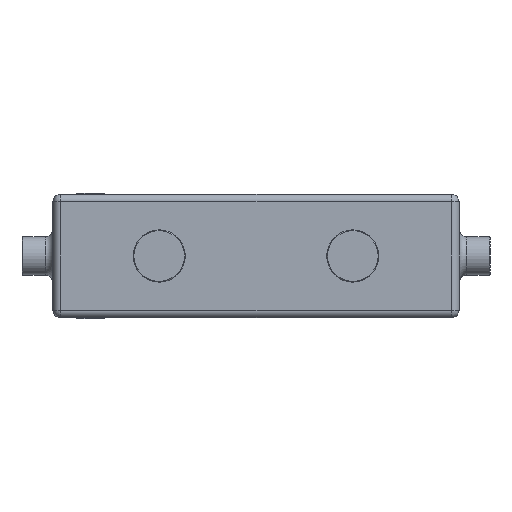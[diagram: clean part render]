
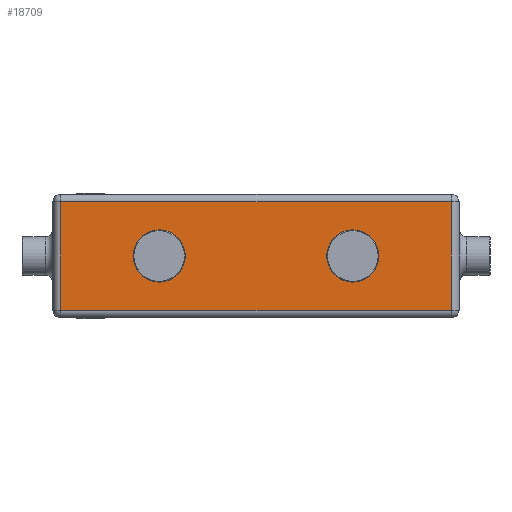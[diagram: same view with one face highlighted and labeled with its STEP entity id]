
A CAD part, left-side view. The second image highlights one B-rep face of the part: STEP entity #18709.
In plain terms, the highlighted planar face has unit normal (-1, 0, 0).
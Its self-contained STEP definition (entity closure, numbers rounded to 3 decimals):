
#518 = VERTEX_POINT ( 'NONE', #19954 ) ;
#549 = LINE ( 'NONE', #9819, #2775 ) ;
#1139 = ORIENTED_EDGE ( 'NONE', *, *, #19373, .F. ) ;
#1510 = ORIENTED_EDGE ( 'NONE', *, *, #3833, .F. ) ;
#1776 = AXIS2_PLACEMENT_3D ( 'NONE', #9260, #2158, #9498 ) ;
#2158 = DIRECTION ( 'NONE',  ( -1., 0., 0. ) ) ;
#2602 = ORIENTED_EDGE ( 'NONE', *, *, #13288, .T. ) ;
#2710 = CARTESIAN_POINT ( 'NONE',  ( -40., -126., 35. ) ) ;
#2775 = VECTOR ( 'NONE', #2776, 1000. ) ;
#2776 = DIRECTION ( 'NONE',  ( 0., 1., 0. ) ) ;
#2787 = VERTEX_POINT ( 'NONE', #2710 ) ;
#2976 = VECTOR ( 'NONE', #17787, 1000. ) ;
#3810 = CIRCLE ( 'NONE', #13735, 16.85 ) ;
#3833 = EDGE_CURVE ( 'NONE', #5066, #15261, #13649, .T. ) ;
#4119 = FACE_OUTER_BOUND ( 'NONE', #6915, .T. ) ;
#4328 = DIRECTION ( 'NONE',  ( 0., 0., -1. ) ) ;
#4687 = EDGE_CURVE ( 'NONE', #518, #2787, #6349, .T. ) ;
#4898 = CARTESIAN_POINT ( 'NONE',  ( -40., 126., -35. ) ) ;
#4906 = CARTESIAN_POINT ( 'NONE',  ( -40., 62.5, -16.85 ) ) ;
#5066 = VERTEX_POINT ( 'NONE', #4906 ) ;
#5355 = DIRECTION ( 'NONE',  ( -1., 0., 0. ) ) ;
#5743 = CARTESIAN_POINT ( 'NONE',  ( -40., 126., 35. ) ) ;
#5953 = VECTOR ( 'NONE', #10554, 1000. ) ;
#5983 = VECTOR ( 'NONE', #7843, 1000. ) ;
#6060 = PLANE ( 'NONE',  #8285 ) ;
#6312 = CARTESIAN_POINT ( 'NONE',  ( -40., -62.5, -16.85 ) ) ;
#6349 = LINE ( 'NONE', #6984, #2976 ) ;
#6903 = CIRCLE ( 'NONE', #1776, 16.85 ) ;
#6915 = EDGE_LOOP ( 'NONE', ( #2602, #18600, #22129, #8160 ) ) ;
#6984 = CARTESIAN_POINT ( 'NONE',  ( -40., -126., 40. ) ) ;
#6993 = VERTEX_POINT ( 'NONE', #6312 ) ;
#7140 = EDGE_LOOP ( 'NONE', ( #17290, #1510 ) ) ;
#7694 = CARTESIAN_POINT ( 'NONE',  ( -40., -131., -35. ) ) ;
#7734 = CARTESIAN_POINT ( 'NONE',  ( -40., -62.5, 16.85 ) ) ;
#7843 = DIRECTION ( 'NONE',  ( 0., -1., 0. ) ) ;
#8160 = ORIENTED_EDGE ( 'NONE', *, *, #22674, .T. ) ;
#8285 = AXIS2_PLACEMENT_3D ( 'NONE', #9709, #15145, #4328 ) ;
#8478 = VERTEX_POINT ( 'NONE', #7734 ) ;
#8997 = DIRECTION ( 'NONE',  ( 0., 0., -1. ) ) ;
#9260 = CARTESIAN_POINT ( 'NONE',  ( -40., 62.5, 0. ) ) ;
#9498 = DIRECTION ( 'NONE',  ( 0., 0., -1. ) ) ;
#9709 = CARTESIAN_POINT ( 'NONE',  ( -40., -131., 40. ) ) ;
#9819 = CARTESIAN_POINT ( 'NONE',  ( -40., -131., 35. ) ) ;
#10554 = DIRECTION ( 'NONE',  ( 0., 0., -1. ) ) ;
#10734 = DIRECTION ( 'NONE',  ( 0., 0., -1. ) ) ;
#10820 = CARTESIAN_POINT ( 'NONE',  ( -40., -62.5, 0. ) ) ;
#11203 = FACE_BOUND ( 'NONE', #7140, .T. ) ;
#11740 = CARTESIAN_POINT ( 'NONE',  ( -40., 62.5, 0. ) ) ;
#11750 = CIRCLE ( 'NONE', #19000, 16.85 ) ;
#12077 = CARTESIAN_POINT ( 'NONE',  ( -40., 126., 40. ) ) ;
#13145 = CARTESIAN_POINT ( 'NONE',  ( -40., 62.5, 16.85 ) ) ;
#13288 = EDGE_CURVE ( 'NONE', #15459, #518, #17265, .T. ) ;
#13604 = LINE ( 'NONE', #12077, #5953 ) ;
#13649 = CIRCLE ( 'NONE', #16843, 16.85 ) ;
#13674 = EDGE_CURVE ( 'NONE', #15261, #5066, #6903, .T. ) ;
#13735 = AXIS2_PLACEMENT_3D ( 'NONE', #18085, #23310, #10734 ) ;
#14345 = ORIENTED_EDGE ( 'NONE', *, *, #14497, .F. ) ;
#14497 = EDGE_CURVE ( 'NONE', #6993, #8478, #3810, .T. ) ;
#15145 = DIRECTION ( 'NONE',  ( 1., 0., 0. ) ) ;
#15261 = VERTEX_POINT ( 'NONE', #13145 ) ;
#15267 = DIRECTION ( 'NONE',  ( 0., 0., -1. ) ) ;
#15459 = VERTEX_POINT ( 'NONE', #4898 ) ;
#15498 = DIRECTION ( 'NONE',  ( -1., 0., 0. ) ) ;
#16161 = EDGE_CURVE ( 'NONE', #2787, #23337, #549, .T. ) ;
#16843 = AXIS2_PLACEMENT_3D ( 'NONE', #11740, #15498, #15267 ) ;
#17265 = LINE ( 'NONE', #7694, #5983 ) ;
#17290 = ORIENTED_EDGE ( 'NONE', *, *, #13674, .F. ) ;
#17787 = DIRECTION ( 'NONE',  ( 0., 0., 1. ) ) ;
#18085 = CARTESIAN_POINT ( 'NONE',  ( -40., -62.5, 0. ) ) ;
#18600 = ORIENTED_EDGE ( 'NONE', *, *, #4687, .T. ) ;
#18709 = ADVANCED_FACE ( 'NONE', ( #4119, #21885, #11203 ), #6060, .F. ) ;
#19000 = AXIS2_PLACEMENT_3D ( 'NONE', #10820, #5355, #8997 ) ;
#19373 = EDGE_CURVE ( 'NONE', #8478, #6993, #11750, .T. ) ;
#19954 = CARTESIAN_POINT ( 'NONE',  ( -40., -126., -35. ) ) ;
#21885 = FACE_BOUND ( 'NONE', #22594, .T. ) ;
#22129 = ORIENTED_EDGE ( 'NONE', *, *, #16161, .T. ) ;
#22594 = EDGE_LOOP ( 'NONE', ( #1139, #14345 ) ) ;
#22674 = EDGE_CURVE ( 'NONE', #23337, #15459, #13604, .T. ) ;
#23310 = DIRECTION ( 'NONE',  ( -1., 0., 0. ) ) ;
#23337 = VERTEX_POINT ( 'NONE', #5743 ) ;
